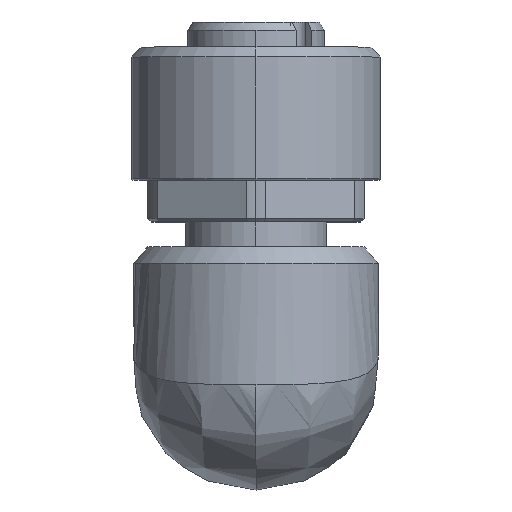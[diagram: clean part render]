
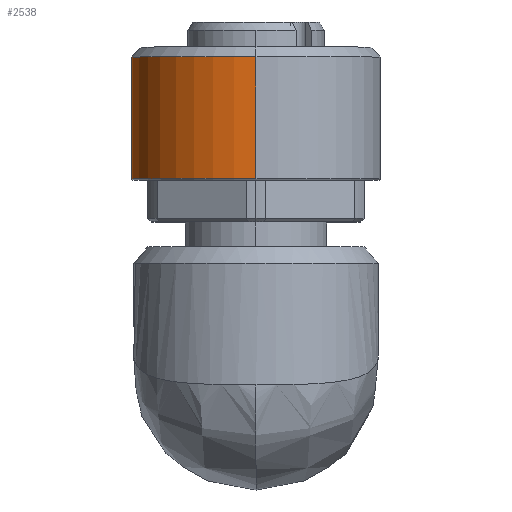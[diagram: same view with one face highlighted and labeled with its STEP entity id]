
A CAD part, top view. The second image highlights one B-rep face of the part: STEP entity #2538.
In plain terms, the highlighted cylindrical face has radius 7.5 mm (diameter 15 mm), a partial arc.
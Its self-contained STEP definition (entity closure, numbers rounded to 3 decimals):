
#45 = DIRECTION ( 'NONE',  ( 0., 1., 0. ) ) ;
#133 = FACE_OUTER_BOUND ( 'NONE', #445, .T. ) ;
#138 = LINE ( 'NONE', #4368, #2295 ) ;
#141 = DIRECTION ( 'NONE',  ( 0., 0., -1. ) ) ;
#342 = AXIS2_PLACEMENT_3D ( 'NONE', #5711, #1483, #3357 ) ;
#362 = ORIENTED_EDGE ( 'NONE', *, *, #2383, .F. ) ;
#445 = EDGE_LOOP ( 'NONE', ( #5358, #4932, #5078, #362, #3553 ) ) ;
#548 = CIRCLE ( 'NONE', #648, 7.5 ) ;
#648 = AXIS2_PLACEMENT_3D ( 'NONE', #4729, #4239, #2947 ) ;
#1483 = DIRECTION ( 'NONE',  ( 0., 1., 0. ) ) ;
#1522 = CARTESIAN_POINT ( 'NONE',  ( -7.5, 2.6, 0. ) ) ;
#1995 = CYLINDRICAL_SURFACE ( 'NONE', #2000, 7.5 ) ;
#2000 = AXIS2_PLACEMENT_3D ( 'NONE', #4701, #45, #2427 ) ;
#2002 = DIRECTION ( 'NONE',  ( 0., 1., 0. ) ) ;
#2007 = CIRCLE ( 'NONE', #3875, 7.5 ) ;
#2158 = CARTESIAN_POINT ( 'NONE',  ( 0., 9.9, 7.5 ) ) ;
#2295 = VECTOR ( 'NONE', #2002, 1000. ) ;
#2383 = EDGE_CURVE ( 'NONE', #4158, #2884, #548, .T. ) ;
#2427 = DIRECTION ( 'NONE',  ( 0., 0., -1. ) ) ;
#2538 = ADVANCED_FACE ( 'NONE', ( #133 ), #1995, .T. ) ;
#2639 = VERTEX_POINT ( 'NONE', #5590 ) ;
#2651 = VERTEX_POINT ( 'NONE', #1522 ) ;
#2884 = VERTEX_POINT ( 'NONE', #2158 ) ;
#2947 = DIRECTION ( 'NONE',  ( 0., 0., -1. ) ) ;
#3302 = EDGE_CURVE ( 'NONE', #2651, #2639, #5344, .T. ) ;
#3326 = EDGE_CURVE ( 'NONE', #2639, #2884, #138, .T. ) ;
#3357 = DIRECTION ( 'NONE',  ( 0., 0., -1. ) ) ;
#3456 = CARTESIAN_POINT ( 'NONE',  ( 0., 2.6, -7.5 ) ) ;
#3469 = EDGE_CURVE ( 'NONE', #4167, #4158, #5234, .T. ) ;
#3553 = ORIENTED_EDGE ( 'NONE', *, *, #3469, .F. ) ;
#3555 = EDGE_CURVE ( 'NONE', #4167, #2651, #2007, .T. ) ;
#3678 = VECTOR ( 'NONE', #5713, 1000. ) ;
#3875 = AXIS2_PLACEMENT_3D ( 'NONE', #4339, #5297, #141 ) ;
#4158 = VERTEX_POINT ( 'NONE', #5869 ) ;
#4167 = VERTEX_POINT ( 'NONE', #3456 ) ;
#4239 = DIRECTION ( 'NONE',  ( 0., 1., 0. ) ) ;
#4339 = CARTESIAN_POINT ( 'NONE',  ( 0., 2.6, 0. ) ) ;
#4368 = CARTESIAN_POINT ( 'NONE',  ( 0., 4.95, 7.5 ) ) ;
#4701 = CARTESIAN_POINT ( 'NONE',  ( 0., 4.95, 0. ) ) ;
#4729 = CARTESIAN_POINT ( 'NONE',  ( 0., 9.9, 0. ) ) ;
#4932 = ORIENTED_EDGE ( 'NONE', *, *, #3302, .T. ) ;
#5078 = ORIENTED_EDGE ( 'NONE', *, *, #3326, .T. ) ;
#5234 = LINE ( 'NONE', #5773, #3678 ) ;
#5297 = DIRECTION ( 'NONE',  ( 0., 1., 0. ) ) ;
#5344 = CIRCLE ( 'NONE', #342, 7.5 ) ;
#5358 = ORIENTED_EDGE ( 'NONE', *, *, #3555, .T. ) ;
#5590 = CARTESIAN_POINT ( 'NONE',  ( 0., 2.6, 7.5 ) ) ;
#5711 = CARTESIAN_POINT ( 'NONE',  ( 0., 2.6, 0. ) ) ;
#5713 = DIRECTION ( 'NONE',  ( 0., 1., 0. ) ) ;
#5773 = CARTESIAN_POINT ( 'NONE',  ( 0., 4.95, -7.5 ) ) ;
#5869 = CARTESIAN_POINT ( 'NONE',  ( 0., 9.9, -7.5 ) ) ;
